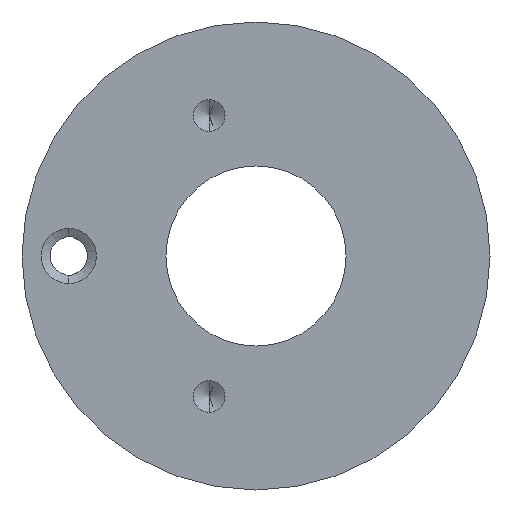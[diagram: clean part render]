
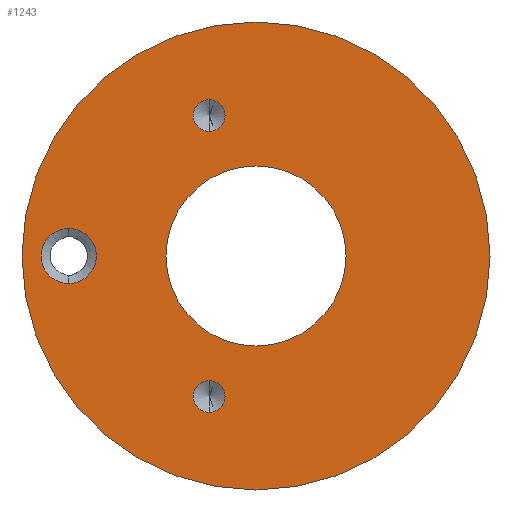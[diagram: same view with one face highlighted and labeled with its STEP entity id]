
A CAD part, left-side view. The second image highlights one B-rep face of the part: STEP entity #1243.
In plain terms, the highlighted planar face has unit normal (-1, 0, 0).
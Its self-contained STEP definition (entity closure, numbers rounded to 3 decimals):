
#17 = CARTESIAN_POINT ( 'NONE',  ( 0., 0., -19.25 ) ) ;
#31 = EDGE_CURVE ( 'NONE', #1240, #432, #170, .T. ) ;
#48 = CARTESIAN_POINT ( 'NONE',  ( 0., 0., 0. ) ) ;
#65 = CARTESIAN_POINT ( 'NONE',  ( 0., 0., 0. ) ) ;
#66 = FACE_BOUND ( 'NONE', #269, .T. ) ;
#70 = AXIS2_PLACEMENT_3D ( 'NONE', #1343, #976, #266 ) ;
#86 = CARTESIAN_POINT ( 'NONE',  ( 0., 40., 5.9 ) ) ;
#97 = DIRECTION ( 'NONE',  ( -1., 0., 0. ) ) ;
#107 = VERTEX_POINT ( 'NONE', #1119 ) ;
#121 = DIRECTION ( 'NONE',  ( -1., 0., 0. ) ) ;
#167 = EDGE_LOOP ( 'NONE', ( #490, #505 ) ) ;
#169 = VERTEX_POINT ( 'NONE', #1113 ) ;
#170 = CIRCLE ( 'NONE', #189, 19.25 ) ;
#180 = CARTESIAN_POINT ( 'NONE',  ( 0., 10., 26.6 ) ) ;
#189 = AXIS2_PLACEMENT_3D ( 'NONE', #65, #1242, #1014 ) ;
#199 = DIRECTION ( 'NONE',  ( -1., 0., 0. ) ) ;
#209 = CARTESIAN_POINT ( 'NONE',  ( 0., 0., 50. ) ) ;
#220 = DIRECTION ( 'NONE',  ( -1., 0., 0. ) ) ;
#229 = VERTEX_POINT ( 'NONE', #209 ) ;
#250 = EDGE_CURVE ( 'NONE', #432, #1240, #311, .T. ) ;
#252 = AXIS2_PLACEMENT_3D ( 'NONE', #795, #220, #1416 ) ;
#266 = DIRECTION ( 'NONE',  ( 0., 0., 1. ) ) ;
#269 = EDGE_LOOP ( 'NONE', ( #873, #689 ) ) ;
#274 = EDGE_CURVE ( 'NONE', #229, #1551, #627, .T. ) ;
#311 = CIRCLE ( 'NONE', #252, 19.25 ) ;
#322 = CIRCLE ( 'NONE', #70, 3.4 ) ;
#328 = PLANE ( 'NONE',  #923 ) ;
#335 = CARTESIAN_POINT ( 'NONE',  ( 0., 50., 0. ) ) ;
#340 = DIRECTION ( 'NONE',  ( 0., 0., 1. ) ) ;
#358 = ORIENTED_EDGE ( 'NONE', *, *, #679, .F. ) ;
#388 = AXIS2_PLACEMENT_3D ( 'NONE', #582, #467, #1298 ) ;
#410 = EDGE_LOOP ( 'NONE', ( #1453, #358 ) ) ;
#432 = VERTEX_POINT ( 'NONE', #17 ) ;
#448 = EDGE_LOOP ( 'NONE', ( #852, #449 ) ) ;
#449 = ORIENTED_EDGE ( 'NONE', *, *, #949, .T. ) ;
#452 = AXIS2_PLACEMENT_3D ( 'NONE', #1450, #121, #1203 ) ;
#461 = AXIS2_PLACEMENT_3D ( 'NONE', #1271, #199, #1037 ) ;
#467 = DIRECTION ( 'NONE',  ( -1., 0., 0. ) ) ;
#488 = ORIENTED_EDGE ( 'NONE', *, *, #832, .F. ) ;
#490 = ORIENTED_EDGE ( 'NONE', *, *, #822, .F. ) ;
#505 = ORIENTED_EDGE ( 'NONE', *, *, #1116, .F. ) ;
#517 = CARTESIAN_POINT ( 'NONE',  ( 0., 10., 33.4 ) ) ;
#582 = CARTESIAN_POINT ( 'NONE',  ( 0., 10., 30. ) ) ;
#627 = CIRCLE ( 'NONE', #461, 50. ) ;
#632 = EDGE_LOOP ( 'NONE', ( #488, #1541 ) ) ;
#652 = CARTESIAN_POINT ( 'NONE',  ( 0., 40., 0. ) ) ;
#664 = CARTESIAN_POINT ( 'NONE',  ( 0., 10., -30. ) ) ;
#669 = DIRECTION ( 'NONE',  ( -1., 0., 0. ) ) ;
#679 = EDGE_CURVE ( 'NONE', #107, #1110, #1397, .T. ) ;
#689 = ORIENTED_EDGE ( 'NONE', *, *, #31, .F. ) ;
#715 = AXIS2_PLACEMENT_3D ( 'NONE', #664, #1269, #1126 ) ;
#733 = FACE_BOUND ( 'NONE', #632, .T. ) ;
#741 = DIRECTION ( 'NONE',  ( 0., 0., 1. ) ) ;
#794 = DIRECTION ( 'NONE',  ( 0., 0., -1. ) ) ;
#795 = CARTESIAN_POINT ( 'NONE',  ( 0., 0., 0. ) ) ;
#822 = EDGE_CURVE ( 'NONE', #1251, #169, #1424, .T. ) ;
#832 = EDGE_CURVE ( 'NONE', #1040, #1218, #839, .T. ) ;
#839 = CIRCLE ( 'NONE', #388, 3.4 ) ;
#843 = FACE_BOUND ( 'NONE', #167, .T. ) ;
#852 = ORIENTED_EDGE ( 'NONE', *, *, #274, .T. ) ;
#869 = EDGE_CURVE ( 'NONE', #1110, #107, #322, .T. ) ;
#873 = ORIENTED_EDGE ( 'NONE', *, *, #250, .F. ) ;
#886 = CARTESIAN_POINT ( 'NONE',  ( 0., 0., -50. ) ) ;
#923 = AXIS2_PLACEMENT_3D ( 'NONE', #335, #1533, #794 ) ;
#930 = EDGE_CURVE ( 'NONE', #1218, #1040, #1498, .T. ) ;
#949 = EDGE_CURVE ( 'NONE', #1551, #229, #1152, .T. ) ;
#976 = DIRECTION ( 'NONE',  ( -1., 0., 0. ) ) ;
#1014 = DIRECTION ( 'NONE',  ( 0., 0., 1. ) ) ;
#1037 = DIRECTION ( 'NONE',  ( 0., 0., 1. ) ) ;
#1040 = VERTEX_POINT ( 'NONE', #517 ) ;
#1099 = DIRECTION ( 'NONE',  ( -1., 0., 0. ) ) ;
#1101 = AXIS2_PLACEMENT_3D ( 'NONE', #652, #669, #1390 ) ;
#1103 = FACE_BOUND ( 'NONE', #410, .T. ) ;
#1110 = VERTEX_POINT ( 'NONE', #1527 ) ;
#1113 = CARTESIAN_POINT ( 'NONE',  ( 0., 40., -5.9 ) ) ;
#1116 = EDGE_CURVE ( 'NONE', #169, #1251, #1202, .T. ) ;
#1119 = CARTESIAN_POINT ( 'NONE',  ( 0., 10., -33.4 ) ) ;
#1126 = DIRECTION ( 'NONE',  ( 0., 0., 1. ) ) ;
#1146 = CARTESIAN_POINT ( 'NONE',  ( 0., 0., 19.25 ) ) ;
#1152 = CIRCLE ( 'NONE', #1184, 50. ) ;
#1184 = AXIS2_PLACEMENT_3D ( 'NONE', #48, #1099, #741 ) ;
#1202 = CIRCLE ( 'NONE', #1101, 5.9 ) ;
#1203 = DIRECTION ( 'NONE',  ( 0., 0., 1. ) ) ;
#1218 = VERTEX_POINT ( 'NONE', #180 ) ;
#1240 = VERTEX_POINT ( 'NONE', #1146 ) ;
#1242 = DIRECTION ( 'NONE',  ( -1., 0., 0. ) ) ;
#1243 = ADVANCED_FACE ( 'NONE', ( #733, #1103, #843, #66, #1301 ), #328, .F. ) ;
#1251 = VERTEX_POINT ( 'NONE', #86 ) ;
#1269 = DIRECTION ( 'NONE',  ( -1., 0., 0. ) ) ;
#1271 = CARTESIAN_POINT ( 'NONE',  ( 0., 0., 0. ) ) ;
#1298 = DIRECTION ( 'NONE',  ( 0., 0., 1. ) ) ;
#1301 = FACE_OUTER_BOUND ( 'NONE', #448, .T. ) ;
#1322 = CARTESIAN_POINT ( 'NONE',  ( 0., 40., 0. ) ) ;
#1343 = CARTESIAN_POINT ( 'NONE',  ( 0., 10., -30. ) ) ;
#1390 = DIRECTION ( 'NONE',  ( 0., 0., 1. ) ) ;
#1397 = CIRCLE ( 'NONE', #715, 3.4 ) ;
#1416 = DIRECTION ( 'NONE',  ( 0., 0., 1. ) ) ;
#1424 = CIRCLE ( 'NONE', #1561, 5.9 ) ;
#1450 = CARTESIAN_POINT ( 'NONE',  ( 0., 10., 30. ) ) ;
#1453 = ORIENTED_EDGE ( 'NONE', *, *, #869, .F. ) ;
#1498 = CIRCLE ( 'NONE', #452, 3.4 ) ;
#1527 = CARTESIAN_POINT ( 'NONE',  ( 0., 10., -26.6 ) ) ;
#1533 = DIRECTION ( 'NONE',  ( 1., 0., 0. ) ) ;
#1541 = ORIENTED_EDGE ( 'NONE', *, *, #930, .F. ) ;
#1551 = VERTEX_POINT ( 'NONE', #886 ) ;
#1561 = AXIS2_PLACEMENT_3D ( 'NONE', #1322, #97, #340 ) ;
